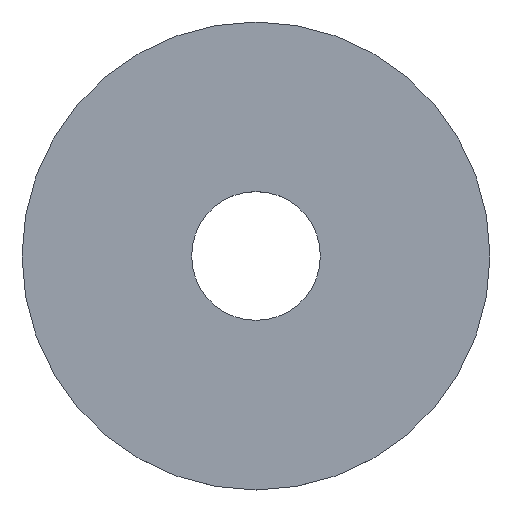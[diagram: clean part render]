
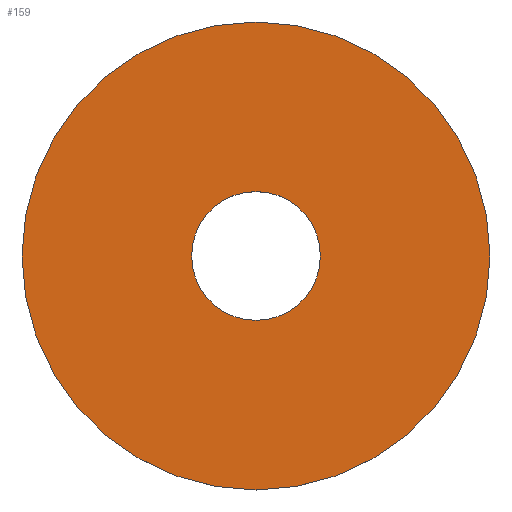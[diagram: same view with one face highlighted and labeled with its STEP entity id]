
A CAD part, top view. The second image highlights one B-rep face of the part: STEP entity #159.
In plain terms, the highlighted planar face has unit normal (0, 0, 1).
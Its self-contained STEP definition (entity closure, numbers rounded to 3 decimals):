
#2 = AXIS2_PLACEMENT_3D ( 'NONE', #66, #122, #43 ) ;
#9 = CARTESIAN_POINT ( 'NONE',  ( 0., 11., 1.5 ) ) ;
#11 = FACE_BOUND ( 'NONE', #102, .T. ) ;
#12 = DIRECTION ( 'NONE',  ( 0., 0., -1. ) ) ;
#15 = CIRCLE ( 'NONE', #2, 40. ) ;
#16 = FACE_OUTER_BOUND ( 'NONE', #73, .T. ) ;
#23 = EDGE_CURVE ( 'NONE', #64, #64, #15, .T. ) ;
#43 = DIRECTION ( 'NONE',  ( 0., 1., 0. ) ) ;
#50 = ORIENTED_EDGE ( 'NONE', *, *, #23, .F. ) ;
#51 = VERTEX_POINT ( 'NONE', #118 ) ;
#53 = CIRCLE ( 'NONE', #92, 11. ) ;
#55 = DIRECTION ( 'NONE',  ( 0., -1., 0. ) ) ;
#58 = EDGE_CURVE ( 'NONE', #51, #51, #53, .T. ) ;
#64 = VERTEX_POINT ( 'NONE', #167 ) ;
#66 = CARTESIAN_POINT ( 'NONE',  ( 0., 0., 1.5 ) ) ;
#73 = EDGE_LOOP ( 'NONE', ( #50 ) ) ;
#76 = PLANE ( 'NONE',  #97 ) ;
#92 = AXIS2_PLACEMENT_3D ( 'NONE', #151, #12, #93 ) ;
#93 = DIRECTION ( 'NONE',  ( 0., 1., 0. ) ) ;
#97 = AXIS2_PLACEMENT_3D ( 'NONE', #9, #135, #55 ) ;
#102 = EDGE_LOOP ( 'NONE', ( #155 ) ) ;
#118 = CARTESIAN_POINT ( 'NONE',  ( 0., 11., 1.5 ) ) ;
#122 = DIRECTION ( 'NONE',  ( 0., 0., -1. ) ) ;
#135 = DIRECTION ( 'NONE',  ( 0., 0., 1. ) ) ;
#151 = CARTESIAN_POINT ( 'NONE',  ( 0., 0., 1.5 ) ) ;
#155 = ORIENTED_EDGE ( 'NONE', *, *, #58, .T. ) ;
#159 = ADVANCED_FACE ( 'NONE', ( #11, #16 ), #76, .T. ) ;
#167 = CARTESIAN_POINT ( 'NONE',  ( 0., 40., 1.5 ) ) ;
